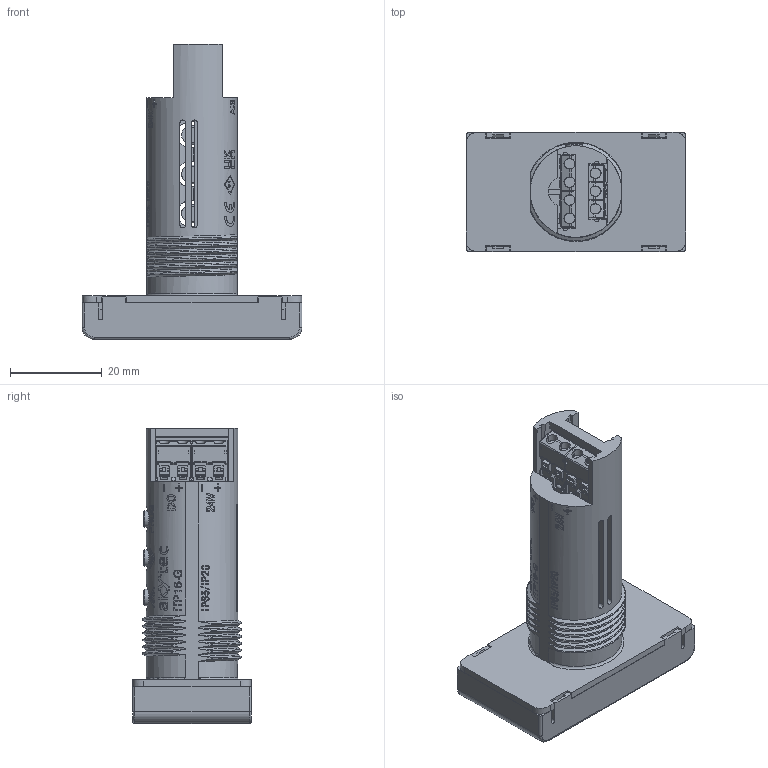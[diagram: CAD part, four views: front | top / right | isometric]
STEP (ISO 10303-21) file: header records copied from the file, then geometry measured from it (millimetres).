
FILE_DESCRIPTION(/* description */ ('Alibre Inc.'),/* implementation_level */ '2;1');
FILE_NAME(/* name */ 'export-8E739586-4E12-4F3D-B59B-BDB6E747DE40',/* time_stamp */ '2023-08-07T11:27:09+02:00',/* author */ (''),/* organization */ (''),/* preprocessor_version */ 'ST-DEVELOPER v17',/* originating_system */ 'Alibre',/* authorisation */ '');
FILE_SCHEMA (('AUTOMOTIVE_DESIGN'));
Length unit declared in the file: millimetre
Products named in the file (16): (2231)ÊÓÂÔ.745325.420.2231(ÈÒÏ14-16(G). Ê
îðïóñ Ù9-7ê); (1219)ÊÓÂÔ.731213.420.1219 (ÈÒÏ-11. Â
ñòàâêà öèôðîâàÿ
); PCB_ITP1X; (224)ÊÓÂÔ.754142.440.224 (Óïë
îòíåíèå)
Bounding box: 48 x 26 x 64.6 mm (x, y, z)
Volume: 15099 mm3; surface area: 23521 mm2
Topology: 14 solids, 14 shells, 5350 faces, 15202 edges, 10023 vertices
Faces by surface type: plane 2583, bspline 1859, cylinder 684, cone 116, torus 104, sphere 4
Full cylindrical faces by diameter (mm): 0.4 x74, 0.8 x6, 1 x2, 1.2 x3, 2.5 x3, 3.6 x3
Entity records: 209157 total; most frequent: CARTESIAN_POINT 87210, ORIENTED_EDGE 30392, EDGE_CURVE 15196, DIRECTION 13240, VERTEX_POINT 10023, B_SPLINE_CURVE_WITH_KNOTS 7410, VECTOR 6093, LINE 6093
